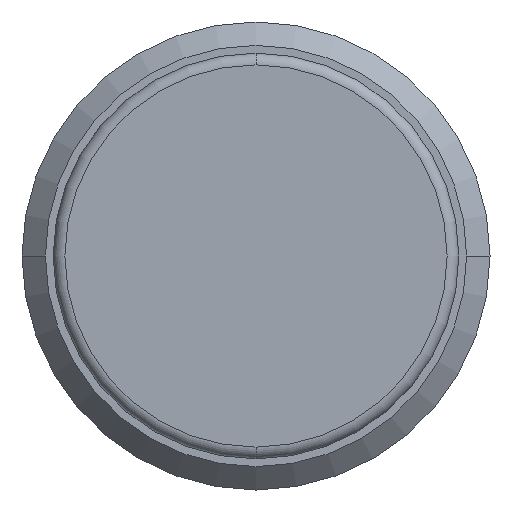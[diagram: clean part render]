
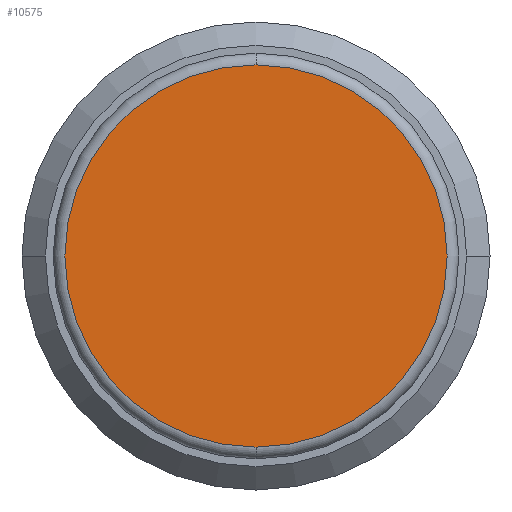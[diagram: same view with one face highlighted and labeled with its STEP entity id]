
A CAD part, front view. The second image highlights one B-rep face of the part: STEP entity #10575.
In plain terms, the highlighted planar face has unit normal (0, -1, 0).
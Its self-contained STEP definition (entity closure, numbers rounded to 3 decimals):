
#3468=CARTESIAN_POINT('',(0.,-5.,0.));
#3469=DIRECTION('',(0.,-1.,0.));
#3470=DIRECTION('',(0.,0.,-1.));
#3471=AXIS2_PLACEMENT_3D('',#3468,#3469,#3470);
#3478=CARTESIAN_POINT('',(0.,-5.,0.));
#3479=DIRECTION('',(0.,-1.,0.));
#3480=DIRECTION('',(0.,0.,1.));
#3481=AXIS2_PLACEMENT_3D('',#3478,#3479,#3480);
#3953=CARTESIAN_POINT('',(0.,-5.,-4.9));
#3955=VERTEX_POINT('',#3953);
#3957=CARTESIAN_POINT('',(0.,-5.,4.9));
#3959=VERTEX_POINT('',#3957);
#10565=CARTESIAN_POINT('',(0.,-5.,0.));
#10566=DIRECTION('',(0.,1.,0.));
#10567=DIRECTION('',(1.,0.,0.));
#10568=AXIS2_PLACEMENT_3D('',#10565,#10566,#10567);
#10569=PLANE('',#10568);
#10571=ORIENTED_EDGE('',*,*,#10570,.F.);
#10572=ORIENTED_EDGE('',*,*,#10548,.F.);
#10573=EDGE_LOOP('',(#10571,#10572));
#10574=FACE_OUTER_BOUND('',#10573,.F.);
#10575=ADVANCED_FACE('',(#10574),#10569,.F.);
#3472=CIRCLE('',#3471,4.9);
#3482=CIRCLE('',#3481,4.9);
#10548=EDGE_CURVE('',#3955,#3959,#3472,.T.);
#10570=EDGE_CURVE('',#3959,#3955,#3482,.T.);
